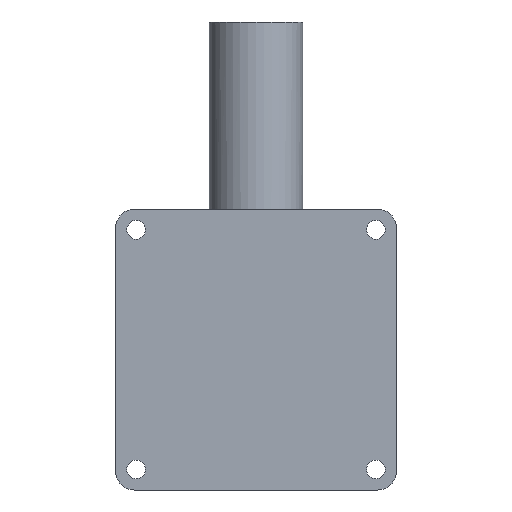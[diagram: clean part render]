
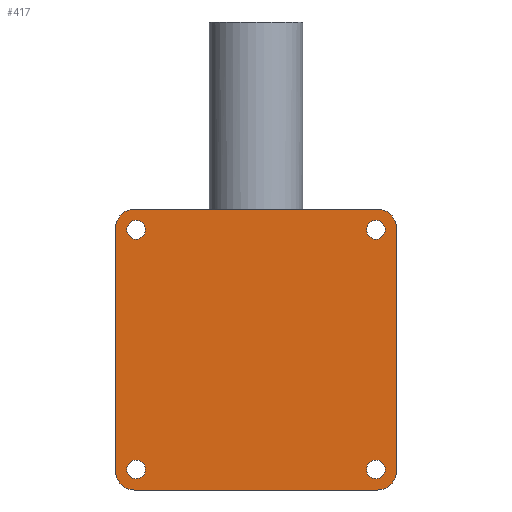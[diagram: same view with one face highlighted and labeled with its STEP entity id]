
A CAD part, front view. The second image highlights one B-rep face of the part: STEP entity #417.
In plain terms, the highlighted planar face has unit normal (0, -1, 0).
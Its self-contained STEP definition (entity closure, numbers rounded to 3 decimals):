
#9 = VECTOR ( 'NONE', #227, 1000. ) ;
#11 = DIRECTION ( 'NONE',  ( 0., 0., 1. ) ) ;
#14 = VERTEX_POINT ( 'NONE', #312 ) ;
#17 = EDGE_CURVE ( 'NONE', #644, #867, #154, .T. ) ;
#21 = EDGE_CURVE ( 'NONE', #791, #78, #150, .T. ) ;
#27 = DIRECTION ( 'NONE',  ( 0., -1., 0. ) ) ;
#42 = CIRCLE ( 'NONE', #308, 1.5 ) ;
#47 = ORIENTED_EDGE ( 'NONE', *, *, #728, .T. ) ;
#51 = CARTESIAN_POINT ( 'NONE',  ( 0., 0., 0. ) ) ;
#56 = DIRECTION ( 'NONE',  ( 0., 1., 0. ) ) ;
#62 = CARTESIAN_POINT ( 'NONE',  ( 19.2, 0., 17.7 ) ) ;
#69 = VERTEX_POINT ( 'NONE', #989 ) ;
#73 = CIRCLE ( 'NONE', #714, 1.5 ) ;
#78 = VERTEX_POINT ( 'NONE', #376 ) ;
#83 = DIRECTION ( 'NONE',  ( 0., 1., 0. ) ) ;
#84 = DIRECTION ( 'NONE',  ( 1., 0., 0. ) ) ;
#88 = DIRECTION ( 'NONE',  ( 0., 1., 0. ) ) ;
#92 = CIRCLE ( 'NONE', #761, 1.5 ) ;
#97 = ORIENTED_EDGE ( 'NONE', *, *, #261, .T. ) ;
#99 = CARTESIAN_POINT ( 'NONE',  ( -19.2, 0., -19.2 ) ) ;
#100 = CARTESIAN_POINT ( 'NONE',  ( -22.5, 0., 22.5 ) ) ;
#101 = ORIENTED_EDGE ( 'NONE', *, *, #600, .T. ) ;
#103 = CARTESIAN_POINT ( 'NONE',  ( -19.2, 0., 20.7 ) ) ;
#114 = EDGE_CURVE ( 'NONE', #676, #694, #73, .T. ) ;
#122 = EDGE_CURVE ( 'NONE', #752, #669, #504, .T. ) ;
#149 = CARTESIAN_POINT ( 'NONE',  ( 19.2, 0., -17.7 ) ) ;
#150 = LINE ( 'NONE', #531, #9 ) ;
#151 = DIRECTION ( 'NONE',  ( 0., 0., 1. ) ) ;
#152 = EDGE_CURVE ( 'NONE', #674, #867, #307, .T. ) ;
#154 = LINE ( 'NONE', #982, #341 ) ;
#156 = ORIENTED_EDGE ( 'NONE', *, *, #394, .T. ) ;
#161 = EDGE_CURVE ( 'NONE', #69, #229, #272, .T. ) ;
#176 = DIRECTION ( 'NONE',  ( 0., 0., 1. ) ) ;
#195 = ORIENTED_EDGE ( 'NONE', *, *, #890, .T. ) ;
#227 = DIRECTION ( 'NONE',  ( 0., 0., -1. ) ) ;
#228 = CARTESIAN_POINT ( 'NONE',  ( 19.2, 0., 19.2 ) ) ;
#229 = VERTEX_POINT ( 'NONE', #318 ) ;
#246 = DIRECTION ( 'NONE',  ( 0., 1., 0. ) ) ;
#254 = AXIS2_PLACEMENT_3D ( 'NONE', #479, #88, #943 ) ;
#258 = FACE_BOUND ( 'NONE', #392, .T. ) ;
#261 = EDGE_CURVE ( 'NONE', #669, #752, #683, .T. ) ;
#272 = CIRCLE ( 'NONE', #552, 1.5 ) ;
#274 = CIRCLE ( 'NONE', #1003, 3. ) ;
#275 = DIRECTION ( 'NONE',  ( 0., 1., 0. ) ) ;
#280 = CARTESIAN_POINT ( 'NONE',  ( -22.5, 0., -22.5 ) ) ;
#289 = VECTOR ( 'NONE', #84, 1000. ) ;
#291 = EDGE_LOOP ( 'NONE', ( #380, #315 ) ) ;
#298 = DIRECTION ( 'NONE',  ( 0., 0., 1. ) ) ;
#307 = CIRCLE ( 'NONE', #984, 3. ) ;
#308 = AXIS2_PLACEMENT_3D ( 'NONE', #99, #246, #868 ) ;
#312 = CARTESIAN_POINT ( 'NONE',  ( -19.5, 0., 22.5 ) ) ;
#315 = ORIENTED_EDGE ( 'NONE', *, *, #786, .T. ) ;
#318 = CARTESIAN_POINT ( 'NONE',  ( -19.2, 0., -20.7 ) ) ;
#330 = EDGE_LOOP ( 'NONE', ( #425, #811 ) ) ;
#335 = VERTEX_POINT ( 'NONE', #406 ) ;
#336 = DIRECTION ( 'NONE',  ( 0., -1., 0. ) ) ;
#341 = VECTOR ( 'NONE', #623, 1000. ) ;
#342 = CIRCLE ( 'NONE', #905, 3. ) ;
#343 = CARTESIAN_POINT ( 'NONE',  ( 19.2, 0., 20.7 ) ) ;
#351 = EDGE_CURVE ( 'NONE', #14, #335, #416, .T. ) ;
#363 = CARTESIAN_POINT ( 'NONE',  ( -19.2, 0., 17.7 ) ) ;
#373 = AXIS2_PLACEMENT_3D ( 'NONE', #484, #27, #795 ) ;
#376 = CARTESIAN_POINT ( 'NONE',  ( 22.5, 0., -19.5 ) ) ;
#379 = CARTESIAN_POINT ( 'NONE',  ( 19.2, 0., -20.7 ) ) ;
#380 = ORIENTED_EDGE ( 'NONE', *, *, #161, .T. ) ;
#381 = DIRECTION ( 'NONE',  ( 0., 0., 1. ) ) ;
#387 = DIRECTION ( 'NONE',  ( 0., 1., 0. ) ) ;
#392 = EDGE_LOOP ( 'NONE', ( #991, #97 ) ) ;
#394 = EDGE_CURVE ( 'NONE', #791, #335, #619, .T. ) ;
#395 = DIRECTION ( 'NONE',  ( 0., 1., 0. ) ) ;
#406 = CARTESIAN_POINT ( 'NONE',  ( 19.5, 0., 22.5 ) ) ;
#416 = LINE ( 'NONE', #100, #289 ) ;
#417 = ADVANCED_FACE ( 'NONE', ( #566, #258, #874, #491, #825 ), #902, .F. ) ;
#425 = ORIENTED_EDGE ( 'NONE', *, *, #114, .T. ) ;
#443 = VERTEX_POINT ( 'NONE', #363 ) ;
#454 = CIRCLE ( 'NONE', #762, 1.5 ) ;
#479 = CARTESIAN_POINT ( 'NONE',  ( 19.2, 0., 19.2 ) ) ;
#484 = CARTESIAN_POINT ( 'NONE',  ( 19.5, 0., 19.5 ) ) ;
#491 = FACE_BOUND ( 'NONE', #291, .T. ) ;
#495 = CARTESIAN_POINT ( 'NONE',  ( -19.5, 0., 19.5 ) ) ;
#504 = CIRCLE ( 'NONE', #254, 1.5 ) ;
#523 = ORIENTED_EDGE ( 'NONE', *, *, #21, .F. ) ;
#527 = CARTESIAN_POINT ( 'NONE',  ( -22.5, 0., -19.5 ) ) ;
#531 = CARTESIAN_POINT ( 'NONE',  ( 22.5, 0., -22.5 ) ) ;
#537 = DIRECTION ( 'NONE',  ( 0., -1., 0. ) ) ;
#542 = EDGE_CURVE ( 'NONE', #674, #658, #972, .T. ) ;
#548 = DIRECTION ( 'NONE',  ( 0., 0., 1. ) ) ;
#552 = AXIS2_PLACEMENT_3D ( 'NONE', #697, #1000, #548 ) ;
#561 = DIRECTION ( 'NONE',  ( 0., 0., 1. ) ) ;
#566 = FACE_BOUND ( 'NONE', #764, .T. ) ;
#571 = CARTESIAN_POINT ( 'NONE',  ( 22.5, 0., 19.5 ) ) ;
#575 = EDGE_LOOP ( 'NONE', ( #579, #47, #655, #826, #721, #101, #523, #156 ) ) ;
#579 = ORIENTED_EDGE ( 'NONE', *, *, #351, .F. ) ;
#592 = DIRECTION ( 'NONE',  ( 0., 0., 1. ) ) ;
#600 = EDGE_CURVE ( 'NONE', #644, #78, #274, .T. ) ;
#617 = CARTESIAN_POINT ( 'NONE',  ( 19.5, 0., -22.5 ) ) ;
#619 = CIRCLE ( 'NONE', #373, 3. ) ;
#623 = DIRECTION ( 'NONE',  ( -1., 0., 0. ) ) ;
#624 = CARTESIAN_POINT ( 'NONE',  ( -19.5, 0., -19.5 ) ) ;
#631 = CARTESIAN_POINT ( 'NONE',  ( 19.2, 0., -19.2 ) ) ;
#644 = VERTEX_POINT ( 'NONE', #617 ) ;
#651 = EDGE_CURVE ( 'NONE', #777, #443, #92, .T. ) ;
#655 = ORIENTED_EDGE ( 'NONE', *, *, #542, .F. ) ;
#658 = VERTEX_POINT ( 'NONE', #915 ) ;
#669 = VERTEX_POINT ( 'NONE', #62 ) ;
#674 = VERTEX_POINT ( 'NONE', #527 ) ;
#676 = VERTEX_POINT ( 'NONE', #149 ) ;
#683 = CIRCLE ( 'NONE', #775, 1.5 ) ;
#694 = VERTEX_POINT ( 'NONE', #379 ) ;
#697 = CARTESIAN_POINT ( 'NONE',  ( -19.2, 0., -19.2 ) ) ;
#706 = DIRECTION ( 'NONE',  ( 0., 0., 1. ) ) ;
#714 = AXIS2_PLACEMENT_3D ( 'NONE', #783, #83, #937 ) ;
#721 = ORIENTED_EDGE ( 'NONE', *, *, #17, .F. ) ;
#728 = EDGE_CURVE ( 'NONE', #14, #658, #342, .T. ) ;
#738 = EDGE_CURVE ( 'NONE', #694, #676, #950, .T. ) ;
#752 = VERTEX_POINT ( 'NONE', #343 ) ;
#761 = AXIS2_PLACEMENT_3D ( 'NONE', #835, #56, #706 ) ;
#762 = AXIS2_PLACEMENT_3D ( 'NONE', #864, #395, #176 ) ;
#764 = EDGE_LOOP ( 'NONE', ( #876, #195 ) ) ;
#768 = CARTESIAN_POINT ( 'NONE',  ( 19.5, 0., -19.5 ) ) ;
#775 = AXIS2_PLACEMENT_3D ( 'NONE', #228, #387, #151 ) ;
#777 = VERTEX_POINT ( 'NONE', #103 ) ;
#783 = CARTESIAN_POINT ( 'NONE',  ( 19.2, 0., -19.2 ) ) ;
#786 = EDGE_CURVE ( 'NONE', #229, #69, #42, .T. ) ;
#788 = DIRECTION ( 'NONE',  ( 0., 1., 0. ) ) ;
#791 = VERTEX_POINT ( 'NONE', #571 ) ;
#795 = DIRECTION ( 'NONE',  ( 0., 0., 1. ) ) ;
#811 = ORIENTED_EDGE ( 'NONE', *, *, #738, .T. ) ;
#825 = FACE_OUTER_BOUND ( 'NONE', #575, .T. ) ;
#826 = ORIENTED_EDGE ( 'NONE', *, *, #152, .T. ) ;
#835 = CARTESIAN_POINT ( 'NONE',  ( -19.2, 0., 19.2 ) ) ;
#859 = AXIS2_PLACEMENT_3D ( 'NONE', #51, #275, #899 ) ;
#864 = CARTESIAN_POINT ( 'NONE',  ( -19.2, 0., 19.2 ) ) ;
#867 = VERTEX_POINT ( 'NONE', #936 ) ;
#868 = DIRECTION ( 'NONE',  ( 0., 0., 1. ) ) ;
#874 = FACE_BOUND ( 'NONE', #330, .T. ) ;
#876 = ORIENTED_EDGE ( 'NONE', *, *, #651, .T. ) ;
#890 = EDGE_CURVE ( 'NONE', #443, #777, #454, .T. ) ;
#891 = VECTOR ( 'NONE', #592, 1000. ) ;
#899 = DIRECTION ( 'NONE',  ( 0., 0., 1. ) ) ;
#902 = PLANE ( 'NONE',  #859 ) ;
#905 = AXIS2_PLACEMENT_3D ( 'NONE', #495, #336, #11 ) ;
#915 = CARTESIAN_POINT ( 'NONE',  ( -22.5, 0., 19.5 ) ) ;
#917 = DIRECTION ( 'NONE',  ( 0., -1., 0. ) ) ;
#921 = AXIS2_PLACEMENT_3D ( 'NONE', #631, #788, #561 ) ;
#936 = CARTESIAN_POINT ( 'NONE',  ( -19.5, 0., -22.5 ) ) ;
#937 = DIRECTION ( 'NONE',  ( 0., 0., 1. ) ) ;
#943 = DIRECTION ( 'NONE',  ( 0., 0., 1. ) ) ;
#950 = CIRCLE ( 'NONE', #921, 1.5 ) ;
#972 = LINE ( 'NONE', #280, #891 ) ;
#982 = CARTESIAN_POINT ( 'NONE',  ( -22.5, 0., -22.5 ) ) ;
#984 = AXIS2_PLACEMENT_3D ( 'NONE', #624, #917, #381 ) ;
#989 = CARTESIAN_POINT ( 'NONE',  ( -19.2, 0., -17.7 ) ) ;
#991 = ORIENTED_EDGE ( 'NONE', *, *, #122, .T. ) ;
#1000 = DIRECTION ( 'NONE',  ( 0., 1., 0. ) ) ;
#1003 = AXIS2_PLACEMENT_3D ( 'NONE', #768, #537, #298 ) ;
